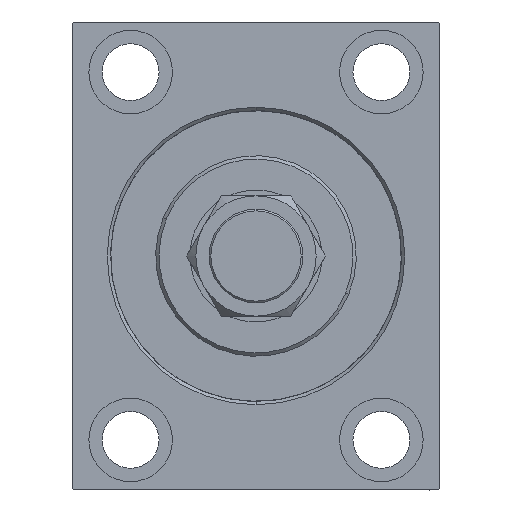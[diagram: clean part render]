
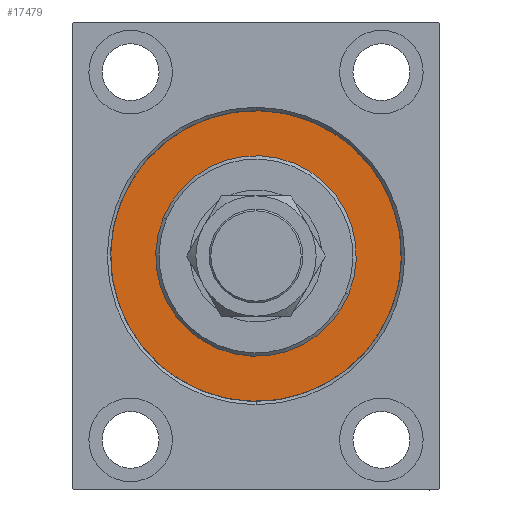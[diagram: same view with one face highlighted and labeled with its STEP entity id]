
A CAD part, left-side view. The second image highlights one B-rep face of the part: STEP entity #17479.
In plain terms, the highlighted face is planar.
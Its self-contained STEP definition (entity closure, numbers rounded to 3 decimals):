
#805 = DIRECTION ( 'NONE',  ( -1., 0., 0. ) ) ;
#1030 = DIRECTION ( 'NONE',  ( 0., 0., -1. ) ) ;
#1101 = FACE_BOUND ( 'NONE', #7620, .T. ) ;
#1522 = CARTESIAN_POINT ( 'NONE',  ( 0., 0., -30. ) ) ;
#2235 = DIRECTION ( 'NONE',  ( 0., 0., -1. ) ) ;
#4291 = AXIS2_PLACEMENT_3D ( 'NONE', #13505, #5761, #2235 ) ;
#4844 = CARTESIAN_POINT ( 'NONE',  ( 0., 0., 0. ) ) ;
#5761 = DIRECTION ( 'NONE',  ( 1., 0., 0. ) ) ;
#7517 = AXIS2_PLACEMENT_3D ( 'NONE', #4844, #9083, #30222 ) ;
#7620 = EDGE_LOOP ( 'NONE', ( #24779, #37491 ) ) ;
#8383 = CARTESIAN_POINT ( 'NONE',  ( 0., 0., 43.5 ) ) ;
#8844 = FACE_OUTER_BOUND ( 'NONE', #17895, .T. ) ;
#8958 = VERTEX_POINT ( 'NONE', #8383 ) ;
#9083 = DIRECTION ( 'NONE',  ( -1., 0., 0. ) ) ;
#9135 = AXIS2_PLACEMENT_3D ( 'NONE', #17892, #43713, #36683 ) ;
#9227 = CARTESIAN_POINT ( 'NONE',  ( 0., 0., 30. ) ) ;
#10027 = VERTEX_POINT ( 'NONE', #1522 ) ;
#10519 = AXIS2_PLACEMENT_3D ( 'NONE', #15574, #805, #29224 ) ;
#11597 = DIRECTION ( 'NONE',  ( 1., 0., 0. ) ) ;
#12123 = PLANE ( 'NONE',  #7517 ) ;
#13505 = CARTESIAN_POINT ( 'NONE',  ( 0., 0., 0. ) ) ;
#14388 = AXIS2_PLACEMENT_3D ( 'NONE', #29678, #11597, #1030 ) ;
#15488 = EDGE_CURVE ( 'NONE', #8958, #22762, #16514, .T. ) ;
#15574 = CARTESIAN_POINT ( 'NONE',  ( 0., 0., 0. ) ) ;
#16514 = CIRCLE ( 'NONE', #10519, 43.5 ) ;
#17479 = ADVANCED_FACE ( 'NONE', ( #1101, #8844 ), #12123, .F. ) ;
#17892 = CARTESIAN_POINT ( 'NONE',  ( 0., 0., 0. ) ) ;
#17895 = EDGE_LOOP ( 'NONE', ( #18305, #46119 ) ) ;
#18305 = ORIENTED_EDGE ( 'NONE', *, *, #25004, .F. ) ;
#22069 = EDGE_CURVE ( 'NONE', #10027, #27984, #44386, .T. ) ;
#22762 = VERTEX_POINT ( 'NONE', #24586 ) ;
#24586 = CARTESIAN_POINT ( 'NONE',  ( 0., 0., -43.5 ) ) ;
#24779 = ORIENTED_EDGE ( 'NONE', *, *, #43597, .F. ) ;
#25004 = EDGE_CURVE ( 'NONE', #22762, #8958, #25622, .T. ) ;
#25622 = CIRCLE ( 'NONE', #9135, 43.5 ) ;
#27984 = VERTEX_POINT ( 'NONE', #9227 ) ;
#29224 = DIRECTION ( 'NONE',  ( 0., 0., 1. ) ) ;
#29678 = CARTESIAN_POINT ( 'NONE',  ( 0., 0., 0. ) ) ;
#30222 = DIRECTION ( 'NONE',  ( 0., 0., 1. ) ) ;
#36683 = DIRECTION ( 'NONE',  ( 0., 0., 1. ) ) ;
#37491 = ORIENTED_EDGE ( 'NONE', *, *, #22069, .F. ) ;
#43597 = EDGE_CURVE ( 'NONE', #27984, #10027, #45559, .T. ) ;
#43713 = DIRECTION ( 'NONE',  ( -1., 0., 0. ) ) ;
#44386 = CIRCLE ( 'NONE', #14388, 30. ) ;
#45559 = CIRCLE ( 'NONE', #4291, 30. ) ;
#46119 = ORIENTED_EDGE ( 'NONE', *, *, #15488, .F. ) ;
